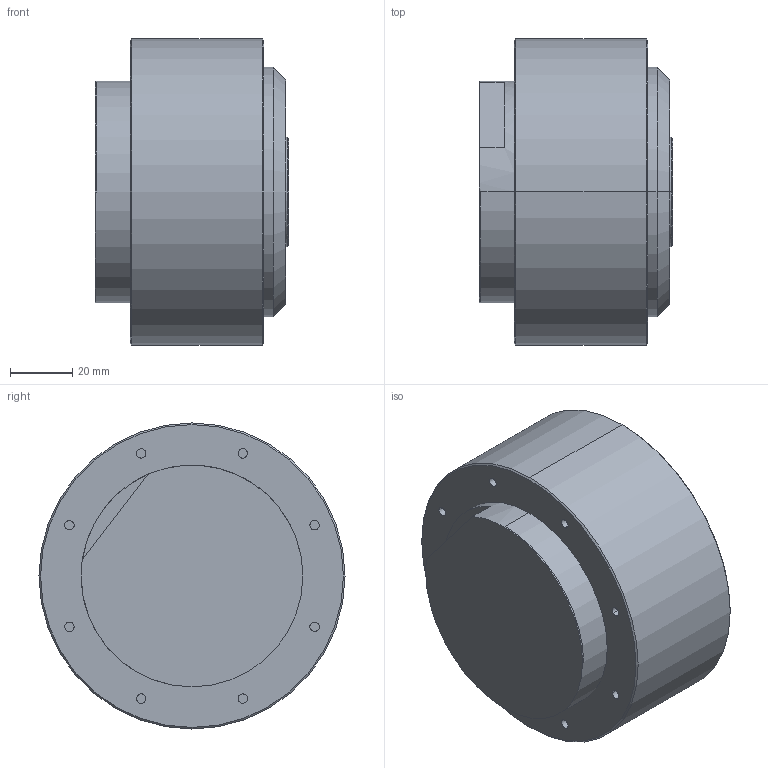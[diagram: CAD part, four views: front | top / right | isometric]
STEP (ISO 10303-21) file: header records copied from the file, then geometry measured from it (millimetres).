
FILE_DESCRIPTION((''),'2;1');
FILE_NAME('AK80-80-','2022-01-10T',('Administrator'),(''),'PRO/ENGINEER BY PARAMETRIC TECHNOLOGY CORPORATION, 2013040','PRO/ENGINEER BY PARAMETRIC TECHNOLOGY CORPORATION, 2013040','');
FILE_SCHEMA(('CONFIG_CONTROL_DESIGN'));
Length unit declared in the file: millimetre
Products named in the file (1): AK80-80-
Bounding box: 61.9 x 98 x 98 mm (x, y, z)
Volume: 396665.7 mm3; surface area: 35284.5 mm2
Topology: 1 solids, 1 shells, 101 faces, 208 edges, 138 vertices
Faces by surface type: cylinder 60, plane 33, cone 8
Entity records: 2777 total; most frequent: DIRECTION 543, CARTESIAN_POINT 447, ORIENTED_EDGE 416, AXIS2_PLACEMENT_3D 234, EDGE_CURVE 208, VERTEX_POINT 138, CIRCLE 133, EDGE_LOOP 130
